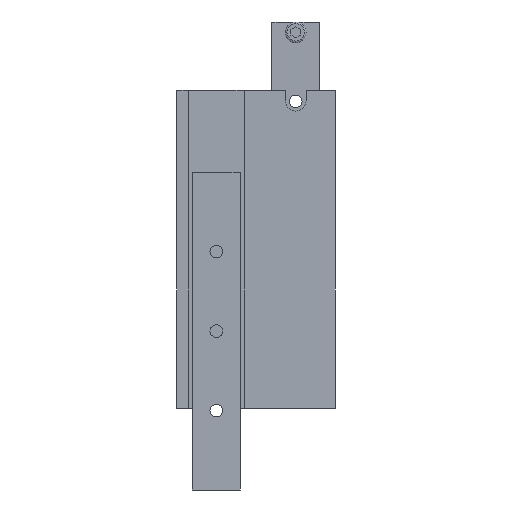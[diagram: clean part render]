
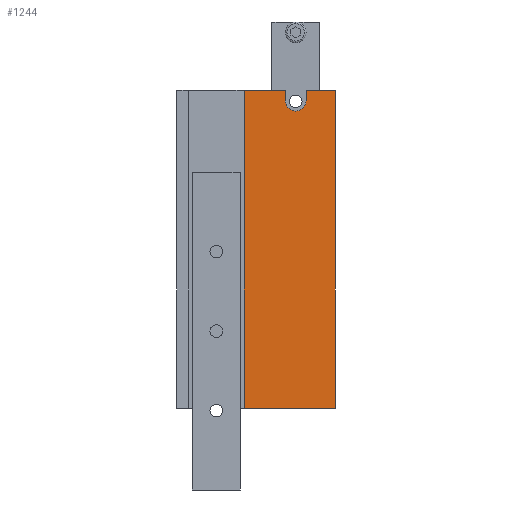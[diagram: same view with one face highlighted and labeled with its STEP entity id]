
A CAD part, left-side view. The second image highlights one B-rep face of the part: STEP entity #1244.
In plain terms, the highlighted planar face has unit normal (-1, 0, 0).
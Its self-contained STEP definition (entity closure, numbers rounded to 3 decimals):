
#13 = ORIENTED_EDGE ( 'NONE', *, *, #829, .T. ) ;
#15 = VECTOR ( 'NONE', #81, 1000. ) ;
#81 = DIRECTION ( 'NONE',  ( 0., 0., -1. ) ) ;
#86 = VERTEX_POINT ( 'NONE', #1921 ) ;
#89 = LINE ( 'NONE', #1164, #361 ) ;
#93 = CARTESIAN_POINT ( 'NONE',  ( 0., 0., 100. ) ) ;
#109 = ORIENTED_EDGE ( 'NONE', *, *, #1140, .T. ) ;
#133 = DIRECTION ( 'NONE',  ( 1., 0., 0. ) ) ;
#153 = EDGE_CURVE ( 'NONE', #1618, #86, #1987, .T. ) ;
#155 = CARTESIAN_POINT ( 'NONE',  ( 0., 0., 100. ) ) ;
#172 = CARTESIAN_POINT ( 'NONE',  ( 0., 0., 100. ) ) ;
#173 = ORIENTED_EDGE ( 'NONE', *, *, #651, .T. ) ;
#182 = VERTEX_POINT ( 'NONE', #155 ) ;
#260 = LINE ( 'NONE', #1818, #1793 ) ;
#271 = VERTEX_POINT ( 'NONE', #289 ) ;
#289 = CARTESIAN_POINT ( 'NONE',  ( 0., 0., -100. ) ) ;
#310 = DIRECTION ( 'NONE',  ( 1., 0., 0. ) ) ;
#330 = VECTOR ( 'NONE', #1615, 1000. ) ;
#361 = VECTOR ( 'NONE', #1463, 1000. ) ;
#385 = CARTESIAN_POINT ( 'NONE',  ( 0., 57.5, 100. ) ) ;
#398 = LINE ( 'NONE', #1190, #1407 ) ;
#409 = ORIENTED_EDGE ( 'NONE', *, *, #744, .F. ) ;
#429 = CARTESIAN_POINT ( 'NONE',  ( 0., 25., 87. ) ) ;
#434 = ORIENTED_EDGE ( 'NONE', *, *, #682, .F. ) ;
#466 = ORIENTED_EDGE ( 'NONE', *, *, #627, .T. ) ;
#509 = LINE ( 'NONE', #675, #808 ) ;
#520 = CARTESIAN_POINT ( 'NONE',  ( 0., 31.5, 100. ) ) ;
#606 = CARTESIAN_POINT ( 'NONE',  ( 0., 57.5, -100. ) ) ;
#627 = EDGE_CURVE ( 'NONE', #941, #271, #260, .T. ) ;
#651 = EDGE_CURVE ( 'NONE', #1523, #1009, #398, .T. ) ;
#675 = CARTESIAN_POINT ( 'NONE',  ( 0., 0., 100. ) ) ;
#682 = EDGE_CURVE ( 'NONE', #182, #271, #1203, .T. ) ;
#689 = VECTOR ( 'NONE', #1966, 1000. ) ;
#714 = AXIS2_PLACEMENT_3D ( 'NONE', #1223, #133, #1975 ) ;
#744 = EDGE_CURVE ( 'NONE', #1576, #1554, #1920, .T. ) ;
#808 = VECTOR ( 'NONE', #1446, 1000. ) ;
#829 = EDGE_CURVE ( 'NONE', #1576, #941, #1799, .T. ) ;
#926 = CARTESIAN_POINT ( 'NONE',  ( 0., 25., 93.5 ) ) ;
#941 = VERTEX_POINT ( 'NONE', #606 ) ;
#943 = FACE_OUTER_BOUND ( 'NONE', #1652, .T. ) ;
#957 = CARTESIAN_POINT ( 'NONE',  ( 0., 18.5, 93.5 ) ) ;
#1009 = VERTEX_POINT ( 'NONE', #957 ) ;
#1019 = AXIS2_PLACEMENT_3D ( 'NONE', #926, #310, #1030 ) ;
#1030 = DIRECTION ( 'NONE',  ( 0., 0., -1. ) ) ;
#1140 = EDGE_CURVE ( 'NONE', #86, #1554, #89, .T. ) ;
#1148 = CARTESIAN_POINT ( 'NONE',  ( 0., 0., 100. ) ) ;
#1164 = CARTESIAN_POINT ( 'NONE',  ( 0., 31.5, 93.5 ) ) ;
#1190 = CARTESIAN_POINT ( 'NONE',  ( 0., 18.5, 100. ) ) ;
#1203 = LINE ( 'NONE', #93, #689 ) ;
#1223 = CARTESIAN_POINT ( 'NONE',  ( 0., 25., 93.5 ) ) ;
#1238 = ORIENTED_EDGE ( 'NONE', *, *, #153, .T. ) ;
#1244 = ADVANCED_FACE ( 'NONE', ( #943 ), #1349, .F. ) ;
#1309 = DIRECTION ( 'NONE',  ( 0., 0., -1. ) ) ;
#1349 = PLANE ( 'NONE',  #1877 ) ;
#1407 = VECTOR ( 'NONE', #1309, 1000. ) ;
#1423 = ORIENTED_EDGE ( 'NONE', *, *, #1860, .T. ) ;
#1446 = DIRECTION ( 'NONE',  ( 0., -1., 0. ) ) ;
#1453 = EDGE_CURVE ( 'NONE', #1523, #182, #509, .T. ) ;
#1463 = DIRECTION ( 'NONE',  ( 0., 0., 1. ) ) ;
#1476 = CARTESIAN_POINT ( 'NONE',  ( 0., 57.5, 100. ) ) ;
#1523 = VERTEX_POINT ( 'NONE', #1890 ) ;
#1554 = VERTEX_POINT ( 'NONE', #520 ) ;
#1576 = VERTEX_POINT ( 'NONE', #385 ) ;
#1615 = DIRECTION ( 'NONE',  ( 0., -1., 0. ) ) ;
#1618 = VERTEX_POINT ( 'NONE', #429 ) ;
#1652 = EDGE_LOOP ( 'NONE', ( #1865, #173, #1423, #1238, #109, #409, #13, #466, #434 ) ) ;
#1674 = DIRECTION ( 'NONE',  ( 0., -1., 0. ) ) ;
#1784 = CIRCLE ( 'NONE', #714, 6.5 ) ;
#1793 = VECTOR ( 'NONE', #1674, 1000. ) ;
#1799 = LINE ( 'NONE', #1476, #15 ) ;
#1818 = CARTESIAN_POINT ( 'NONE',  ( 0., 0., -100. ) ) ;
#1850 = DIRECTION ( 'NONE',  ( 1., 0., 0. ) ) ;
#1860 = EDGE_CURVE ( 'NONE', #1009, #1618, #1784, .T. ) ;
#1865 = ORIENTED_EDGE ( 'NONE', *, *, #1453, .F. ) ;
#1870 = DIRECTION ( 'NONE',  ( 0., 0., -1. ) ) ;
#1877 = AXIS2_PLACEMENT_3D ( 'NONE', #172, #1850, #1870 ) ;
#1890 = CARTESIAN_POINT ( 'NONE',  ( 0., 18.5, 100. ) ) ;
#1920 = LINE ( 'NONE', #1148, #330 ) ;
#1921 = CARTESIAN_POINT ( 'NONE',  ( 0., 31.5, 93.5 ) ) ;
#1966 = DIRECTION ( 'NONE',  ( 0., 0., -1. ) ) ;
#1975 = DIRECTION ( 'NONE',  ( 0., 0., -1. ) ) ;
#1987 = CIRCLE ( 'NONE', #1019, 6.5 ) ;
